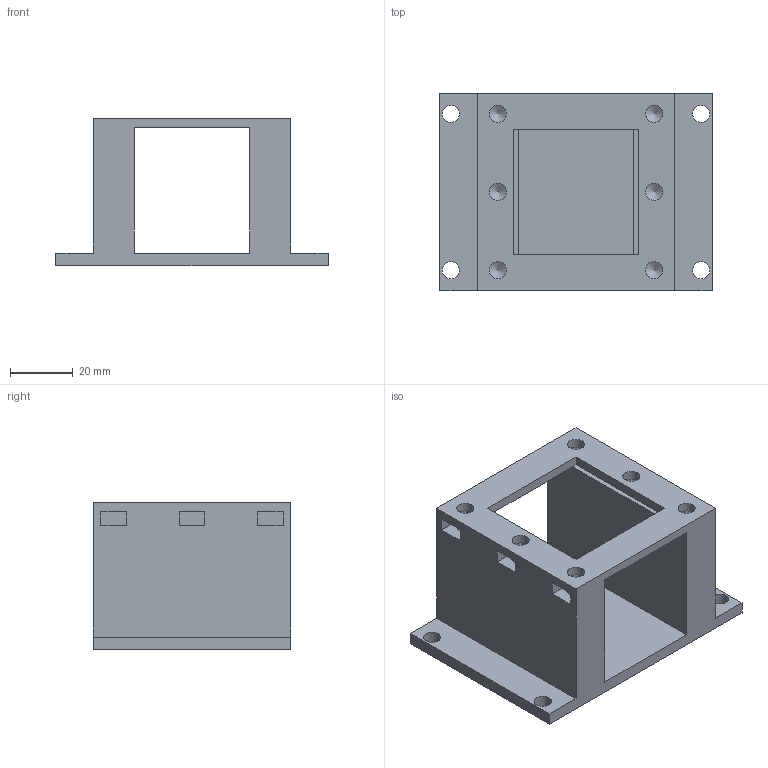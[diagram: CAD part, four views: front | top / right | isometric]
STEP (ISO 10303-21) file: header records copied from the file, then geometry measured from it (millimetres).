
FILE_DESCRIPTION(('FreeCAD Model'),'2;1');
FILE_NAME('Open CASCADE Shape Model','2025-11-07T19:41:01',('Author'),( ''),'Open CASCADE STEP processor 7.8','FreeCAD','Unknown');
FILE_SCHEMA(('AUTOMOTIVE_DESIGN { 1 0 10303 214 1 1 1 1 }'));
Length unit declared in the file: millimetre
Products named in the file (1): Body
Bounding box: 87 x 63 x 47 mm (x, y, z)
Volume: 90851.5 mm3; surface area: 29390.6 mm2
Topology: 1 solids, 1 shells, 73 faces, 188 edges, 122 vertices
Faces by surface type: plane 51, cylinder 16, cone 6
Full cylindrical faces by diameter (mm): 5.5 x16
Entity records: 4648 total; most frequent: CARTESIAN_POINT 838, DIRECTION 710, LINE 488, VECTOR 488, ORIENTED_EDGE 364, PCURVE 364, DEFINITIONAL_REPRESENTATION 364, EDGE_CURVE 182
